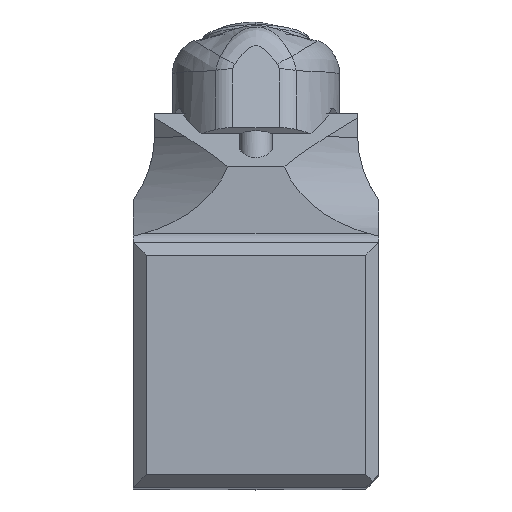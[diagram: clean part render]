
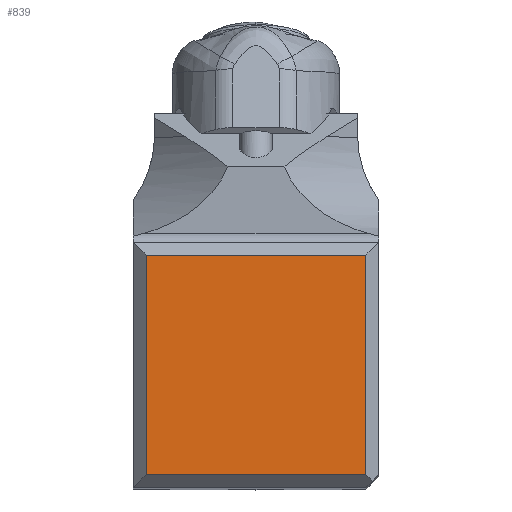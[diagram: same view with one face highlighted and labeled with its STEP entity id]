
A CAD part, top view. The second image highlights one B-rep face of the part: STEP entity #839.
In plain terms, the highlighted planar face has unit normal (0, 0, 1).
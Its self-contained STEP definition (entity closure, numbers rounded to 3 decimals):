
#560=FACE_OUTER_BOUND('',#1248,.T.);
#839=ADVANCED_FACE('',(#560),#1124,.T.);
#1124=PLANE('',#5603);
#1248=EDGE_LOOP('',(#1655,#1656,#1657,#1658));
#1655=ORIENTED_EDGE('',*,*,#3839,.F.);
#1656=ORIENTED_EDGE('',*,*,#3844,.T.);
#1657=ORIENTED_EDGE('',*,*,#3845,.T.);
#1658=ORIENTED_EDGE('',*,*,#3843,.F.);
#3267=VERTEX_POINT('',#7619);
#3268=VERTEX_POINT('',#7621);
#3269=VERTEX_POINT('',#7625);
#3271=VERTEX_POINT('',#7631);
#3839=EDGE_CURVE('',#3267,#3268,#4974,.T.);
#3843=EDGE_CURVE('',#3268,#3269,#4978,.T.);
#3844=EDGE_CURVE('',#3267,#3271,#4979,.T.);
#3845=EDGE_CURVE('',#3271,#3269,#4980,.T.);
#4974=LINE('',#7620,#5256);
#4978=LINE('',#7628,#5260);
#4979=LINE('',#7630,#5261);
#4980=LINE('',#7632,#5262);
#5256=VECTOR('',#6254,1.);
#5260=VECTOR('',#6260,1.);
#5261=VECTOR('',#6263,1.);
#5262=VECTOR('',#6264,1.);
#5603=AXIS2_PLACEMENT_3D('',#7633,#6265,#6266);
#6254=DIRECTION('',(-1.,0.,0.));
#6260=DIRECTION('',(0.,1.,0.));
#6263=DIRECTION('',(0.,1.,0.));
#6264=DIRECTION('',(-1.,0.,0.));
#6265=DIRECTION('',(0.,0.,1.));
#6266=DIRECTION('',(-1.,0.,0.));
#7619=CARTESIAN_POINT('',(-1.,1.,0.));
#7620=CARTESIAN_POINT('',(-1.,1.,0.));
#7621=CARTESIAN_POINT('',(-18.05,1.,0.));
#7625=CARTESIAN_POINT('',(-18.05,18.05,0.));
#7628=CARTESIAN_POINT('',(-18.05,1.,0.));
#7630=CARTESIAN_POINT('',(-1.,1.,0.));
#7631=CARTESIAN_POINT('',(-1.,18.05,0.));
#7632=CARTESIAN_POINT('',(-1.,18.05,0.));
#7633=CARTESIAN_POINT('',(-9.525,9.525,0.));
